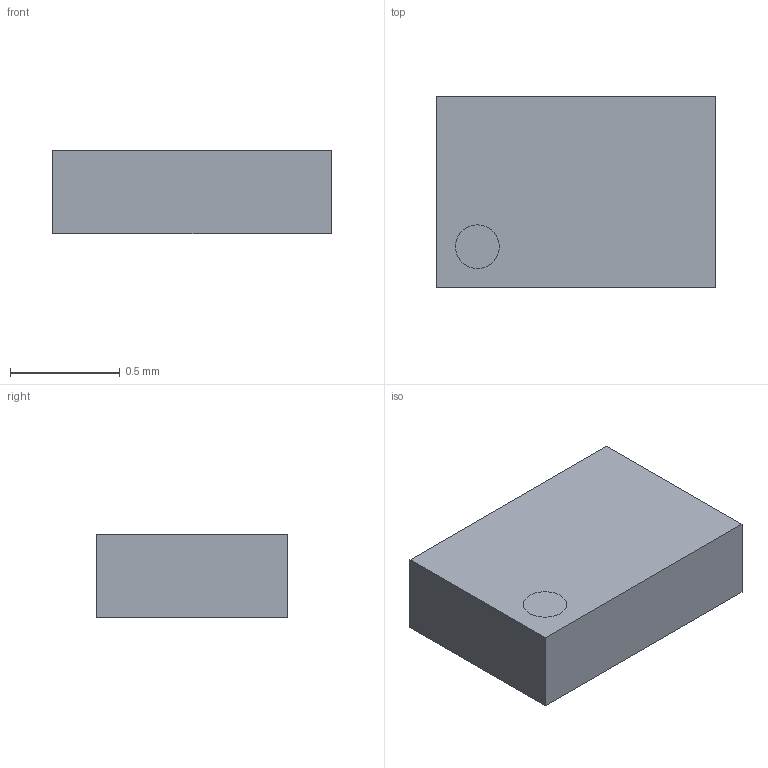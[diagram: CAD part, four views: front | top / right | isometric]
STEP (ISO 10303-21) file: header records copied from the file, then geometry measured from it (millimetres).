
FILE_DESCRIPTION (( 'STEP AP214' ), '1' );
FILE_NAME ('User Library-dsbga_12_LEAP.STEP', '2016-06-11T02:23:10', ( '' ), ( '' ), 'SwSTEP 2.0', 'SolidWorks 2015', '' );
FILE_SCHEMA (( 'AUTOMOTIVE_DESIGN' ));
Length unit declared in the file: inch
Products named in the file (1): User Library-dsbga_12_LEAP
Bounding box: 1.27 x 0.87 x 0.38 mm (x, y, z)
Volume: 0.4 mm3; surface area: 4.1 mm2
Topology: 2 solids, 2 shells, 9 faces, 15 edges, 10 vertices
Faces by surface type: plane 8, cylinder 1
Full cylindrical faces by diameter (mm): 0.2 x1
Entity records: 374 total; most frequent: DIRECTION 36, CARTESIAN_POINT 34, ORIENTED_EDGE 28, EDGE_CURVE 14, DIMENSIONAL_EXPONENTS 13, LENGTH_MEASURE_WITH_UNIT 13, UNCERTAINTY_MEASURE_WITH_UNIT 13, SURFACE_STYLE_USAGE 12
